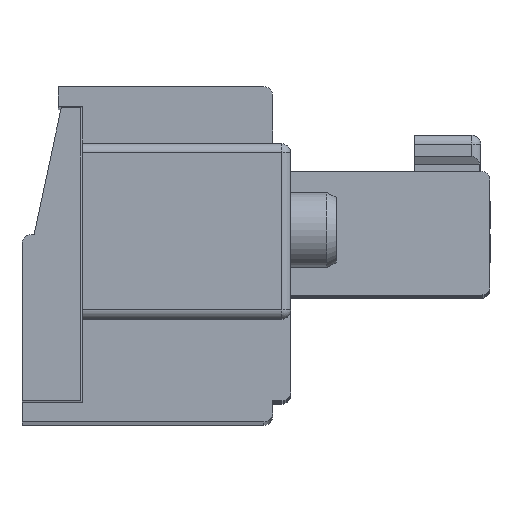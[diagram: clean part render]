
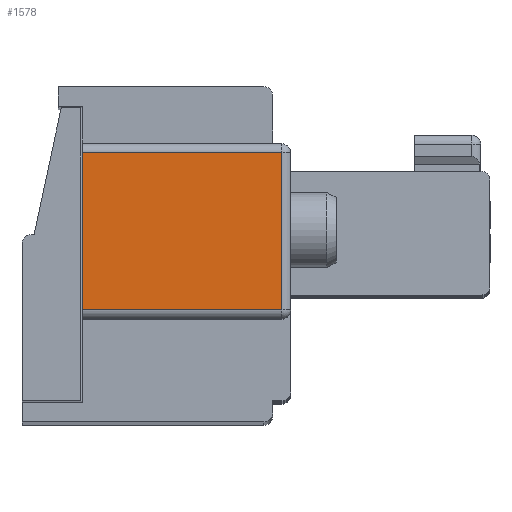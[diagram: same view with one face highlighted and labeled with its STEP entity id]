
A CAD part, top view. The second image highlights one B-rep face of the part: STEP entity #1578.
In plain terms, the highlighted planar face has unit normal (0, 0, 1).
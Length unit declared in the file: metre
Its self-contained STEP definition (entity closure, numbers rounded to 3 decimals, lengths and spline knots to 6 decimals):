
#1578=ADVANCED_FACE('',(#4289),#4290,.T.);
#4289=FACE_OUTER_BOUND('',#8277,.T.);
#4290=PLANE('',#8278);
#8277=EDGE_LOOP('',(#13124,#13125,#13126,#13127));
#8278=AXIS2_PLACEMENT_3D('',#13128,#13129,#13130);
#13124=ORIENTED_EDGE('',*,*,#23718,.T.);
#13125=ORIENTED_EDGE('',*,*,#23719,.T.);
#13126=ORIENTED_EDGE('',*,*,#23720,.T.);
#13127=ORIENTED_EDGE('',*,*,#23721,.T.);
#13128=CARTESIAN_POINT('',(0.007073,0.00941,0.061948));
#13129=DIRECTION('',(0.,0.,1.0));
#13130=DIRECTION('',(1.0,0.,0.0));
#23718=EDGE_CURVE('',#28595,#28596,#28597,.T.);
#23719=EDGE_CURVE('',#28596,#28598,#28599,.T.);
#23720=EDGE_CURVE('',#28598,#28600,#28601,.T.);
#23721=EDGE_CURVE('',#28600,#28595,#28602,.T.);
#28595=VERTEX_POINT('',#35705);
#28596=VERTEX_POINT('',#35706);
#28597=LINE('',#35707,#35708);
#28598=VERTEX_POINT('',#35709);
#28599=LINE('',#35710,#35711);
#28600=VERTEX_POINT('',#35712);
#28601=LINE('',#35713,#35714);
#28602=LINE('',#35715,#35716);
#35705=CARTESIAN_POINT('',(0.000473,0.00941,0.061948));
#35706=CARTESIAN_POINT('',(0.000473,0.00421,0.061948));
#35707=CARTESIAN_POINT('',(0.000473,0.00391,0.061948));
#35708=VECTOR('',#43945,1.0);
#35709=CARTESIAN_POINT('',(0.007073,0.00421,0.061948));
#35710=CARTESIAN_POINT('',(0.007073,0.00421,0.061948));
#35711=VECTOR('',#43946,1.0);
#35712=CARTESIAN_POINT('',(0.007073,0.00941,0.061948));
#35713=CARTESIAN_POINT('',(0.007073,0.00941,0.061948));
#35714=VECTOR('',#43947,1.0);
#35715=CARTESIAN_POINT('',(0.007073,0.00941,0.061948));
#35716=VECTOR('',#43948,1.0);
#43945=DIRECTION('',(0.,-1.0,0.));
#43946=DIRECTION('',(1.0,0.,0.));
#43947=DIRECTION('',(0.,1.0,0.));
#43948=DIRECTION('',(-1.0,0.,0.));
